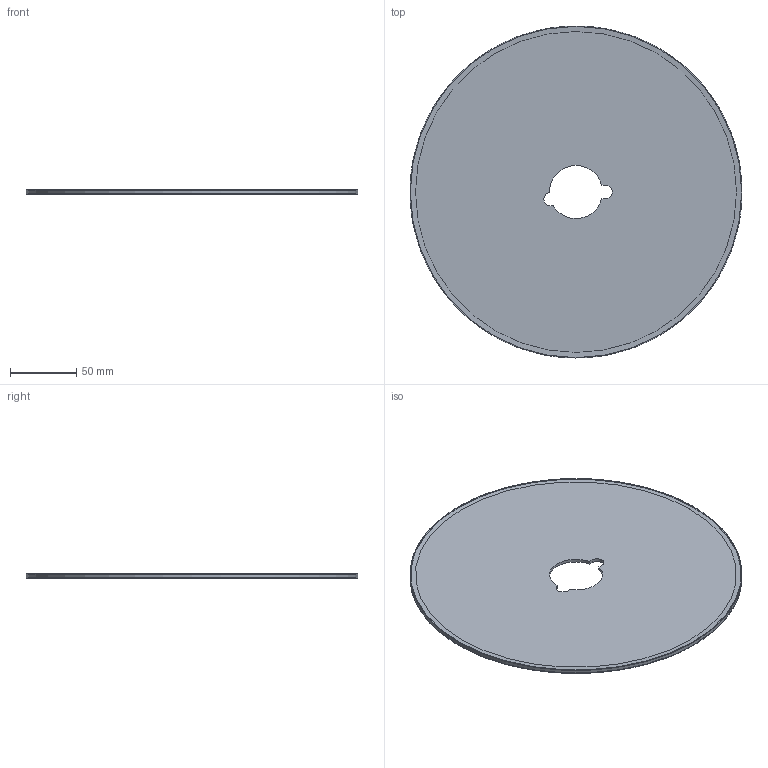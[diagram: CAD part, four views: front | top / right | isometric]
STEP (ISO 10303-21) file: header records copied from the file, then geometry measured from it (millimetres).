
FILE_DESCRIPTION(/* description */ (''),/* implementation_level */ '2;1');
FILE_NAME(/* name */ '335.10-250-03.40-18.stp',/* time_stamp */ '2017-09-14T10:21:07+06:00',/* author */ (''),/* organization */ (''),/* preprocessor_version */ 'ST-DEVELOPER v16',/* originating_system */ 'SIEMENS PLM Software NX 11.0',/* authorisation */ '');
FILE_SCHEMA (('AUTOMOTIVE_DESIGN { 1 0 10303 214 3 1 1 1 }'));
Length unit declared in the file: millimetre
Products named in the file (1): 335.10-250-03.40-18
Bounding box: 250 x 250 x 3.09 mm (x, y, z)
Volume: 122347 mm3; surface area: 107280.6 mm2
Topology: 2 solids, 2 shells, 19 faces, 51 edges, 34 vertices
Faces by surface type: cylinder 7, plane 6, revolution 6
Full cylindrical faces by diameter (mm): 241.877 x1, 248.8 x1, 250.002 x1
Entity records: 612 total; most frequent: CARTESIAN_POINT 118, DIRECTION 100, ORIENTED_EDGE 72, AXIS2_PLACEMENT_3D 37, EDGE_CURVE 36, EDGE_LOOP 30, VERTEX_POINT 28, FACE_BOUND 22
